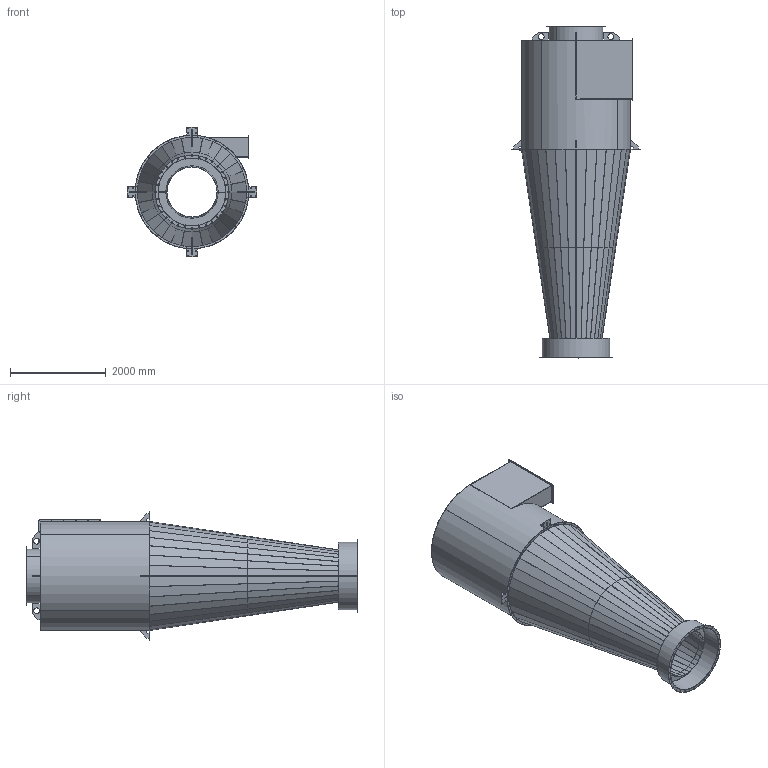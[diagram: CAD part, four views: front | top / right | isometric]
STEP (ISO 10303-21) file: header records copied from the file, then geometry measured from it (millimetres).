
FILE_DESCRIPTION (( 'STEP AP203' ), '1' );
FILE_NAME ('CY0022.STEP', '2023-11-28T12:31:51', ( '' ), ( '' ), 'SwSTEP 2.0', 'SolidWorks 2022', '' );
FILE_SCHEMA (( 'CONFIG_CONTROL_DESIGN' ));
Length unit declared in the file: millimetre
Products named in the file (23): CO-S404-03 - PART_Výchozí; PH-D013-19 - FLANGE 410x1230_Výchozí; CO-S403-01 - PART_Výchozí; CO-S405-00 - CYCLONE_Výchozí; CO-S402-02 - PART_Výchozí; PRGG-DNXXXX - FLANGE G&G_PRGG-DN1120; CO-S402-01 - PART_Výchozí; CO-CYGG-800-00 - CW 10-23_Výchozí; BOLT JOINT - B+W-W+N_M10x30-X10-W; CO-S404-05 - PART_Výchozí; CY0022; CO-S403-03 - PART_Výchozí; CO-S403-05 - PART_Výchozí; PRGG-DNXXXX - FLANGE G&G_PRGG-DN1400; CO-S404-07 - PART_Výchozí; CO-S402-00 - INPUT_Výchozí; CO-S403-02 - PART_Výchozí; CO-S404-01 - PART_Výchozí; CO-S404-02 - PART_Výchozí; CO-S403-04 - PART_Výchozí; CO-S403-00 - CONE_Výchozí; CO-S404-04 - PART_Výchozí; CO-S404-06 - PART_Výchozí
Assembly tree (45 placements, depth 5):
  CY0022
    CO-CYGG-800-00 - CW 10-23_Výchozí
      CO-S405-00 - CYCLONE_Výchozí
        CO-S404-01 - PART_Výchozí
        CO-S404-02 - PART_Výchozí  x4
        CO-S404-03 - PART_Výchozí
        CO-S404-04 - PART_Výchozí
        CO-S404-05 - PART_Výchozí  x4
        CO-S404-06 - PART_Výchozí  x4
        CO-S402-00 - INPUT_Výchozí
          CO-S402-01 - PART_Výchozí
          CO-S402-02 - PART_Výchozí
          PH-D013-19 - FLANGE 410x1230_Výchozí  x2
        PRGG-DNXXXX - FLANGE G&G_PRGG-DN1120
        CO-S404-07 - PART_Výchozí  x3
      CO-S403-00 - CONE_Výchozí
        CO-S403-01 - PART_Výchozí  x2
        CO-S403-02 - PART_Výchozí  x2
        CO-S403-03 - PART_Výchozí  x4
        CO-S403-04 - PART_Výchozí  x4
        CO-S403-05 - PART_Výchozí  x4
        PRGG-DNXXXX - FLANGE G&G_PRGG-DN1400
      BOLT JOINT - B+W-W+N_M10x30-X10-W
Bounding box: 2712 x 6925 x 2712 mm (x, y, z)
Volume: 214346661.4 mm3; surface area: 107549018.8 mm2
Topology: 41 solids, 41 shells, 1121 faces, 2626 edges, 1592 vertices
Faces by surface type: plane 509, cylinder 500, bspline 112
Entity records: 18435 total; most frequent: CARTESIAN_POINT 3383, DIRECTION 2614, ORIENTED_EDGE 2366, EDGE_CURVE 1183, AXIS2_PLACEMENT_3D 981, VERTEX_POINT 742, EDGE_LOOP 673, VECTOR 652
